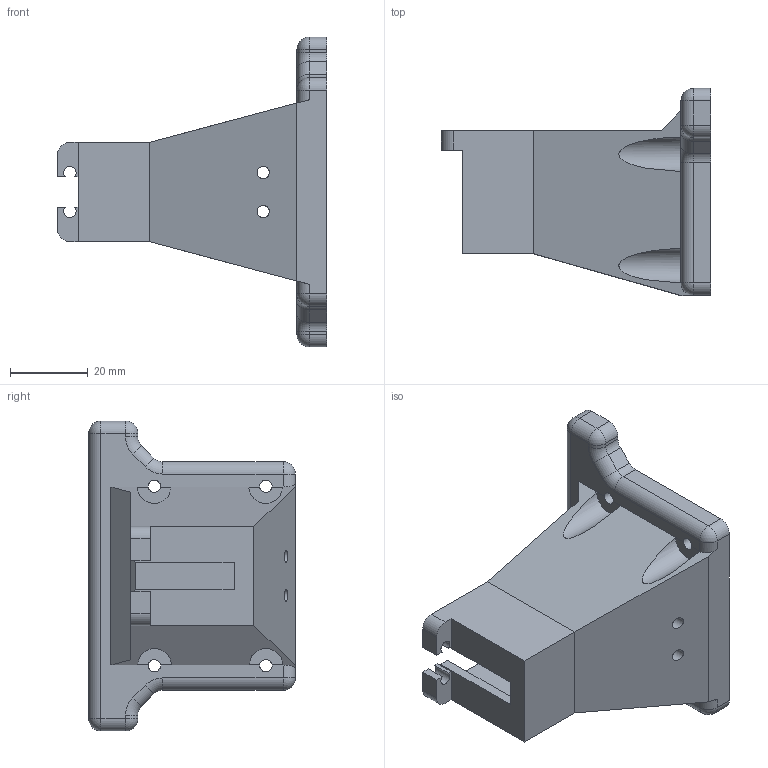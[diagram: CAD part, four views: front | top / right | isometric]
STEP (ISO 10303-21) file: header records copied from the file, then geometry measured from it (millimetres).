
FILE_DESCRIPTION(/* description */ (''),/* implementation_level */ '2;1');
FILE_NAME(/* name */ 'ServoBracket1.stp',/* time_stamp */ '2018-03-21T13:10:06-04:00',/* author */ ('tim38'),/* organization */ (''),/* preprocessor_version */ 'ST-DEVELOPER v16.13',/* originating_system */ 'Autodesk Inventor 2018',/* authorisation */ '');
FILE_SCHEMA (('AUTOMOTIVE_DESIGN { 1 0 10303 214 3 1 1 }'));
Length unit declared in the file: inch
Products named in the file (1): ServoBracket
Bounding box: 69.37 x 53.34 x 79.94 mm (x, y, z)
Volume: 68262.5 mm3; surface area: 19534.2 mm2
Topology: 1 solids, 1 shells, 99 faces, 261 edges, 162 vertices
Faces by surface type: plane 52, cylinder 37, sphere 6, torus 4
Full cylindrical faces by diameter (mm): 3.15 x2, 3.2 x4, 6 x2
Entity records: 3026 total; most frequent: DIRECTION 539, CARTESIAN_POINT 507, ORIENTED_EDGE 498, EDGE_CURVE 249, AXIS2_PLACEMENT_3D 190, LINE 159, VECTOR 159, VERTEX_POINT 158
